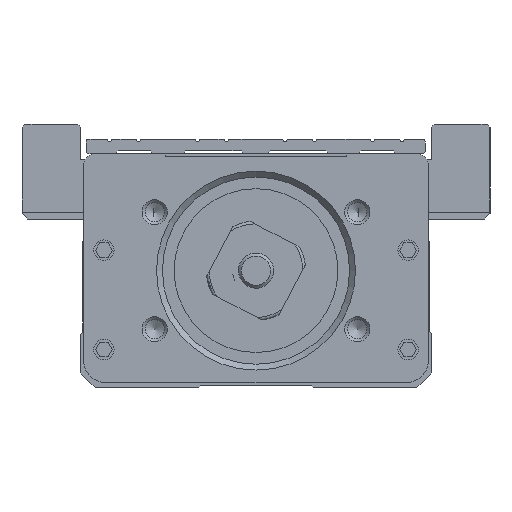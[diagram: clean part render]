
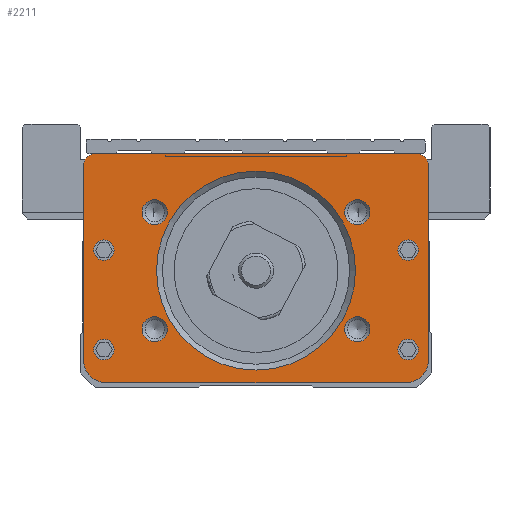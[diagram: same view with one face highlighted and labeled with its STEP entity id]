
A CAD part, front view. The second image highlights one B-rep face of the part: STEP entity #2211.
In plain terms, the highlighted face is planar.
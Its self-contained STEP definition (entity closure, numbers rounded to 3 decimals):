
#610=FACE_BOUND('',#5028,.T.);
#611=FACE_BOUND('',#5029,.T.);
#612=FACE_BOUND('',#5030,.T.);
#613=FACE_BOUND('',#5031,.T.);
#614=FACE_BOUND('',#5032,.T.);
#615=FACE_BOUND('',#5033,.T.);
#616=FACE_BOUND('',#5034,.T.);
#617=FACE_BOUND('',#5035,.T.);
#618=FACE_BOUND('',#5036,.T.);
#619=FACE_BOUND('',#5037,.T.);
#1462=CIRCLE('',#20377,4.);
#1464=CIRCLE('',#20381,4.);
#1475=CIRCLE('',#20405,2.);
#1476=CIRCLE('',#20407,2.);
#1478=CIRCLE('',#20411,2.15);
#1479=CIRCLE('',#20412,2.15);
#1480=CIRCLE('',#20413,2.15);
#1481=CIRCLE('',#20414,2.15);
#1482=CIRCLE('',#20415,17.);
#1483=CIRCLE('',#20416,1.75);
#1484=CIRCLE('',#20417,1.75);
#1485=CIRCLE('',#20418,1.75);
#1486=CIRCLE('',#20419,1.75);
#2211=ADVANCED_FACE('',(#610,#611,#612,#613,#614,#615,#616,#617,#618,#619),
#3312,.F.);
#3312=PLANE('',#20420);
#5028=EDGE_LOOP('',(#7115));
#5029=EDGE_LOOP('',(#7116));
#5030=EDGE_LOOP('',(#7117));
#5031=EDGE_LOOP('',(#7118));
#5032=EDGE_LOOP('',(#7119));
#5033=EDGE_LOOP('',(#7120));
#5034=EDGE_LOOP('',(#7121));
#5035=EDGE_LOOP('',(#7122));
#5036=EDGE_LOOP('',(#7123));
#5037=EDGE_LOOP('',(#7124,#7125,#7126,#7127,#7128,#7129,#7130,#7131));
#7115=ORIENTED_EDGE('',*,*,#14142,.T.);
#7116=ORIENTED_EDGE('',*,*,#14143,.T.);
#7117=ORIENTED_EDGE('',*,*,#14144,.T.);
#7118=ORIENTED_EDGE('',*,*,#14145,.T.);
#7119=ORIENTED_EDGE('',*,*,#14146,.T.);
#7120=ORIENTED_EDGE('',*,*,#14147,.T.);
#7121=ORIENTED_EDGE('',*,*,#14148,.T.);
#7122=ORIENTED_EDGE('',*,*,#14149,.T.);
#7123=ORIENTED_EDGE('',*,*,#14150,.T.);
#7124=ORIENTED_EDGE('',*,*,#14125,.F.);
#7125=ORIENTED_EDGE('',*,*,#14079,.F.);
#7126=ORIENTED_EDGE('',*,*,#14100,.F.);
#7127=ORIENTED_EDGE('',*,*,#14140,.F.);
#7128=ORIENTED_EDGE('',*,*,#14035,.F.);
#7129=ORIENTED_EDGE('',*,*,#14139,.F.);
#7130=ORIENTED_EDGE('',*,*,#14098,.F.);
#7131=ORIENTED_EDGE('',*,*,#14087,.F.);
#12077=VERTEX_POINT('',#28651);
#12078=VERTEX_POINT('',#28653);
#12118=VERTEX_POINT('',#28739);
#12119=VERTEX_POINT('',#28741);
#12126=VERTEX_POINT('',#28757);
#12127=VERTEX_POINT('',#28759);
#12132=VERTEX_POINT('',#28772);
#12136=VERTEX_POINT('',#28783);
#12161=VERTEX_POINT('',#28864);
#12162=VERTEX_POINT('',#28866);
#12163=VERTEX_POINT('',#28868);
#12164=VERTEX_POINT('',#28870);
#12165=VERTEX_POINT('',#28872);
#12166=VERTEX_POINT('',#28874);
#12167=VERTEX_POINT('',#28876);
#12168=VERTEX_POINT('',#28878);
#12169=VERTEX_POINT('',#28880);
#14035=EDGE_CURVE('',#12077,#12078,#16635,.T.);
#14079=EDGE_CURVE('',#12118,#12119,#1462,.T.);
#14087=EDGE_CURVE('',#12126,#12127,#1464,.T.);
#14098=EDGE_CURVE('',#12127,#12132,#16681,.T.);
#14100=EDGE_CURVE('',#12136,#12118,#16683,.T.);
#14125=EDGE_CURVE('',#12119,#12126,#16703,.T.);
#14139=EDGE_CURVE('',#12132,#12077,#1475,.T.);
#14140=EDGE_CURVE('',#12078,#12136,#1476,.T.);
#14142=EDGE_CURVE('',#12161,#12161,#1478,.T.);
#14143=EDGE_CURVE('',#12162,#12162,#1479,.T.);
#14144=EDGE_CURVE('',#12163,#12163,#1480,.T.);
#14145=EDGE_CURVE('',#12164,#12164,#1481,.T.);
#14146=EDGE_CURVE('',#12165,#12165,#1482,.T.);
#14147=EDGE_CURVE('',#12166,#12166,#1483,.T.);
#14148=EDGE_CURVE('',#12167,#12167,#1484,.T.);
#14149=EDGE_CURVE('',#12168,#12168,#1485,.T.);
#14150=EDGE_CURVE('',#12169,#12169,#1486,.T.);
#16635=LINE('',#28652,#18520);
#16681=LINE('',#28780,#18566);
#16683=LINE('',#28784,#18568);
#16703=LINE('',#28834,#18588);
#18520=VECTOR('',#22706,1.);
#18566=VECTOR('',#22800,1.);
#18568=VECTOR('',#22804,1.);
#18588=VECTOR('',#22850,1.);
#20377=AXIS2_PLACEMENT_3D('',#28740,#22770,#22771);
#20381=AXIS2_PLACEMENT_3D('',#28758,#22784,#22785);
#20405=AXIS2_PLACEMENT_3D('',#28857,#22873,#22874);
#20407=AXIS2_PLACEMENT_3D('',#28859,#22877,#22878);
#20411=AXIS2_PLACEMENT_3D('',#28863,#22885,#22886);
#20412=AXIS2_PLACEMENT_3D('',#28865,#22887,#22888);
#20413=AXIS2_PLACEMENT_3D('',#28867,#22889,#22890);
#20414=AXIS2_PLACEMENT_3D('',#28869,#22891,#22892);
#20415=AXIS2_PLACEMENT_3D('',#28871,#22893,#22894);
#20416=AXIS2_PLACEMENT_3D('',#28873,#22895,#22896);
#20417=AXIS2_PLACEMENT_3D('',#28875,#22897,#22898);
#20418=AXIS2_PLACEMENT_3D('',#28877,#22899,#22900);
#20419=AXIS2_PLACEMENT_3D('',#28879,#22901,#22902);
#20420=AXIS2_PLACEMENT_3D('',#28881,#22903,#22904);
#22706=DIRECTION('',(1.,0.,0.));
#22770=DIRECTION('',(0.,1.,0.));
#22771=DIRECTION('',(1.,0.,0.));
#22784=DIRECTION('',(0.,1.,0.));
#22785=DIRECTION('',(1.,0.,0.));
#22800=DIRECTION('',(0.,0.,1.));
#22804=DIRECTION('',(0.,0.,-1.));
#22850=DIRECTION('',(-1.,0.,0.));
#22873=DIRECTION('',(0.,1.,0.));
#22874=DIRECTION('',(0.,0.,1.));
#22877=DIRECTION('',(0.,1.,0.));
#22878=DIRECTION('',(0.,0.,1.));
#22885=DIRECTION('',(0.,1.,0.));
#22886=DIRECTION('',(0.,0.,1.));
#22887=DIRECTION('',(0.,1.,0.));
#22888=DIRECTION('',(0.,0.,1.));
#22889=DIRECTION('',(0.,1.,0.));
#22890=DIRECTION('',(0.,0.,1.));
#22891=DIRECTION('',(0.,1.,0.));
#22892=DIRECTION('',(0.,0.,1.));
#22893=DIRECTION('',(0.,1.,0.));
#22894=DIRECTION('',(0.,0.,1.));
#22895=DIRECTION('',(0.,1.,0.));
#22896=DIRECTION('',(0.,0.,1.));
#22897=DIRECTION('',(0.,1.,0.));
#22898=DIRECTION('',(0.,0.,1.));
#22899=DIRECTION('',(0.,1.,0.));
#22900=DIRECTION('',(0.,0.,1.));
#22901=DIRECTION('',(0.,1.,0.));
#22902=DIRECTION('',(0.,0.,1.));
#22903=DIRECTION('',(0.,1.,0.));
#22904=DIRECTION('',(0.,0.,-1.));
#28651=CARTESIAN_POINT('',(-27.5,-130.762,38.));
#28652=CARTESIAN_POINT('',(-25.5,-130.762,38.));
#28653=CARTESIAN_POINT('',(27.5,-130.762,38.));
#28739=CARTESIAN_POINT('',(29.5,-130.762,2.8));
#28740=CARTESIAN_POINT('',(25.5,-130.762,2.8));
#28741=CARTESIAN_POINT('',(25.5,-130.762,-1.2));
#28757=CARTESIAN_POINT('',(-25.5,-130.762,-1.2));
#28758=CARTESIAN_POINT('',(-25.5,-130.762,2.8));
#28759=CARTESIAN_POINT('',(-29.5,-130.762,2.8));
#28772=CARTESIAN_POINT('',(-29.5,-130.762,36.));
#28780=CARTESIAN_POINT('',(-29.5,-130.762,2.8));
#28783=CARTESIAN_POINT('',(29.5,-130.762,36.));
#28784=CARTESIAN_POINT('',(29.5,-130.762,39.));
#28834=CARTESIAN_POINT('',(25.5,-130.762,-1.2));
#28857=CARTESIAN_POINT('',(-27.5,-130.762,36.));
#28859=CARTESIAN_POINT('',(27.5,-130.762,36.));
#28863=CARTESIAN_POINT('',(-17.321,-130.762,28.));
#28864=CARTESIAN_POINT('',(-17.321,-130.762,30.15));
#28865=CARTESIAN_POINT('',(17.321,-130.762,8.));
#28866=CARTESIAN_POINT('',(17.321,-130.762,10.15));
#28867=CARTESIAN_POINT('',(17.321,-130.762,28.));
#28868=CARTESIAN_POINT('',(17.321,-130.762,30.15));
#28869=CARTESIAN_POINT('',(-17.321,-130.762,8.));
#28870=CARTESIAN_POINT('',(-17.321,-130.762,10.15));
#28871=CARTESIAN_POINT('',(0.,-130.762,18.));
#28872=CARTESIAN_POINT('',(0.,-130.762,35.));
#28873=CARTESIAN_POINT('',(-26.,-130.762,21.5));
#28874=CARTESIAN_POINT('',(-26.,-130.762,23.25));
#28875=CARTESIAN_POINT('',(-26.,-130.762,4.5));
#28876=CARTESIAN_POINT('',(-26.,-130.762,6.25));
#28877=CARTESIAN_POINT('',(26.,-130.762,4.5));
#28878=CARTESIAN_POINT('',(26.,-130.762,6.25));
#28879=CARTESIAN_POINT('',(26.,-130.762,21.5));
#28880=CARTESIAN_POINT('',(26.,-130.762,23.25));
#28881=CARTESIAN_POINT('',(-25.5,-130.762,2.8));
